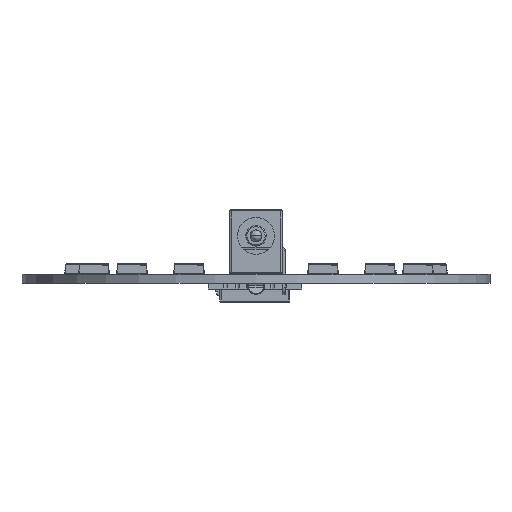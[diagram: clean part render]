
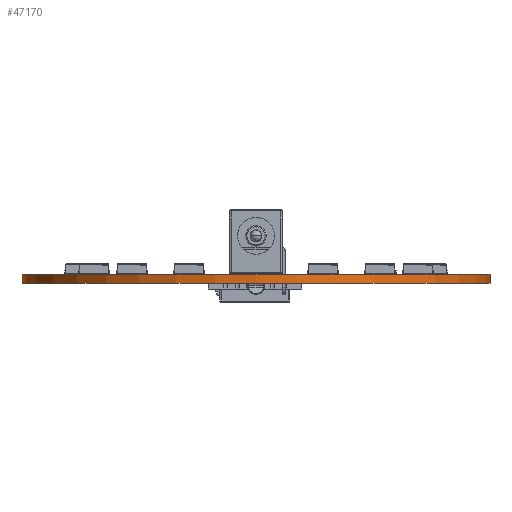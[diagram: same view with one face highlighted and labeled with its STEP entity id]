
A CAD part, front view. The second image highlights one B-rep face of the part: STEP entity #47170.
In plain terms, the highlighted cylindrical face has radius 40 mm (diameter 80 mm), a full revolution.
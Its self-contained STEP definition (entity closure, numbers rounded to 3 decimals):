
#47170 = ADVANCED_FACE('',(#47171),#47185,.T.);
#47171 = FACE_BOUND('',#47172,.F.);
#47172 = EDGE_LOOP('',(#47173,#47203,#47230,#47231));
#47173 = ORIENTED_EDGE('',*,*,#47174,.T.);
#47174 = EDGE_CURVE('',#47175,#47177,#47179,.T.);
#47175 = VERTEX_POINT('',#47176);
#47176 = CARTESIAN_POINT('',(40.,0.,0.));
#47177 = VERTEX_POINT('',#47178);
#47178 = CARTESIAN_POINT('',(40.,0.,1.6));
#47179 = SEAM_CURVE('',#47180,(#47184,#47196),.PCURVE_S1.);
#47180 = LINE('',#47181,#47182);
#47181 = CARTESIAN_POINT('',(40.,0.,0.));
#47182 = VECTOR('',#47183,1.);
#47183 = DIRECTION('',(0.,0.,1.));
#47184 = PCURVE('',#47185,#47190);
#47185 = CYLINDRICAL_SURFACE('',#47186,40.);
#47186 = AXIS2_PLACEMENT_3D('',#47187,#47188,#47189);
#47187 = CARTESIAN_POINT('',(0.,-0.,0.));
#47188 = DIRECTION('',(-0.,-0.,-1.));
#47189 = DIRECTION('',(1.,0.,-0.));
#47190 = DEFINITIONAL_REPRESENTATION('',(#47191),#47195);
#47191 = LINE('',#47192,#47193);
#47192 = CARTESIAN_POINT('',(-0.,0.));
#47193 = VECTOR('',#47194,1.);
#47194 = DIRECTION('',(-0.,-1.));
#47195 = ( GEOMETRIC_REPRESENTATION_CONTEXT(2) 
PARAMETRIC_REPRESENTATION_CONTEXT() REPRESENTATION_CONTEXT('2D SPACE',''
  ) );
#47196 = PCURVE('',#47185,#47197);
#47197 = DEFINITIONAL_REPRESENTATION('',(#47198),#47202);
#47198 = LINE('',#47199,#47200);
#47199 = CARTESIAN_POINT('',(-6.283,0.));
#47200 = VECTOR('',#47201,1.);
#47201 = DIRECTION('',(-0.,-1.));
#47202 = ( GEOMETRIC_REPRESENTATION_CONTEXT(2) 
PARAMETRIC_REPRESENTATION_CONTEXT() REPRESENTATION_CONTEXT('2D SPACE',''
  ) );
#47203 = ORIENTED_EDGE('',*,*,#47204,.T.);
#47204 = EDGE_CURVE('',#47177,#47177,#47205,.T.);
#47205 = SURFACE_CURVE('',#47206,(#47211,#47218),.PCURVE_S1.);
#47206 = CIRCLE('',#47207,40.);
#47207 = AXIS2_PLACEMENT_3D('',#47208,#47209,#47210);
#47208 = CARTESIAN_POINT('',(0.,0.,1.6));
#47209 = DIRECTION('',(0.,0.,1.));
#47210 = DIRECTION('',(1.,0.,-0.));
#47211 = PCURVE('',#47185,#47212);
#47212 = DEFINITIONAL_REPRESENTATION('',(#47213),#47217);
#47213 = LINE('',#47214,#47215);
#47214 = CARTESIAN_POINT('',(-0.,-1.6));
#47215 = VECTOR('',#47216,1.);
#47216 = DIRECTION('',(-1.,0.));
#47217 = ( GEOMETRIC_REPRESENTATION_CONTEXT(2) 
PARAMETRIC_REPRESENTATION_CONTEXT() REPRESENTATION_CONTEXT('2D SPACE',''
  ) );
#47218 = PCURVE('',#47219,#47224);
#47219 = PLANE('',#47220);
#47220 = AXIS2_PLACEMENT_3D('',#47221,#47222,#47223);
#47221 = CARTESIAN_POINT('',(0.,0.,1.6)
  );
#47222 = DIRECTION('',(0.,0.,1.));
#47223 = DIRECTION('',(1.,0.,-0.));
#47224 = DEFINITIONAL_REPRESENTATION('',(#47225),#47229);
#47225 = CIRCLE('',#47226,40.);
#47226 = AXIS2_PLACEMENT_2D('',#47227,#47228);
#47227 = CARTESIAN_POINT('',(0.,0.));
#47228 = DIRECTION('',(1.,0.));
#47229 = ( GEOMETRIC_REPRESENTATION_CONTEXT(2) 
PARAMETRIC_REPRESENTATION_CONTEXT() REPRESENTATION_CONTEXT('2D SPACE',''
  ) );
#47230 = ORIENTED_EDGE('',*,*,#47174,.F.);
#47231 = ORIENTED_EDGE('',*,*,#47232,.F.);
#47232 = EDGE_CURVE('',#47175,#47175,#47233,.T.);
#47233 = SURFACE_CURVE('',#47234,(#47239,#47246),.PCURVE_S1.);
#47234 = CIRCLE('',#47235,40.);
#47235 = AXIS2_PLACEMENT_3D('',#47236,#47237,#47238);
#47236 = CARTESIAN_POINT('',(0.,-0.,0.));
#47237 = DIRECTION('',(0.,0.,1.));
#47238 = DIRECTION('',(1.,0.,-0.));
#47239 = PCURVE('',#47185,#47240);
#47240 = DEFINITIONAL_REPRESENTATION('',(#47241),#47245);
#47241 = LINE('',#47242,#47243);
#47242 = CARTESIAN_POINT('',(-0.,0.));
#47243 = VECTOR('',#47244,1.);
#47244 = DIRECTION('',(-1.,0.));
#47245 = ( GEOMETRIC_REPRESENTATION_CONTEXT(2) 
PARAMETRIC_REPRESENTATION_CONTEXT() REPRESENTATION_CONTEXT('2D SPACE',''
  ) );
#47246 = PCURVE('',#47247,#47252);
#47247 = PLANE('',#47248);
#47248 = AXIS2_PLACEMENT_3D('',#47249,#47250,#47251);
#47249 = CARTESIAN_POINT('',(0.,0.,0.)
  );
#47250 = DIRECTION('',(0.,0.,1.));
#47251 = DIRECTION('',(1.,0.,-0.));
#47252 = DEFINITIONAL_REPRESENTATION('',(#47253),#47257);
#47253 = CIRCLE('',#47254,40.);
#47254 = AXIS2_PLACEMENT_2D('',#47255,#47256);
#47255 = CARTESIAN_POINT('',(0.,0.));
#47256 = DIRECTION('',(1.,0.));
#47257 = ( GEOMETRIC_REPRESENTATION_CONTEXT(2) 
PARAMETRIC_REPRESENTATION_CONTEXT() REPRESENTATION_CONTEXT('2D SPACE',''
  ) );
